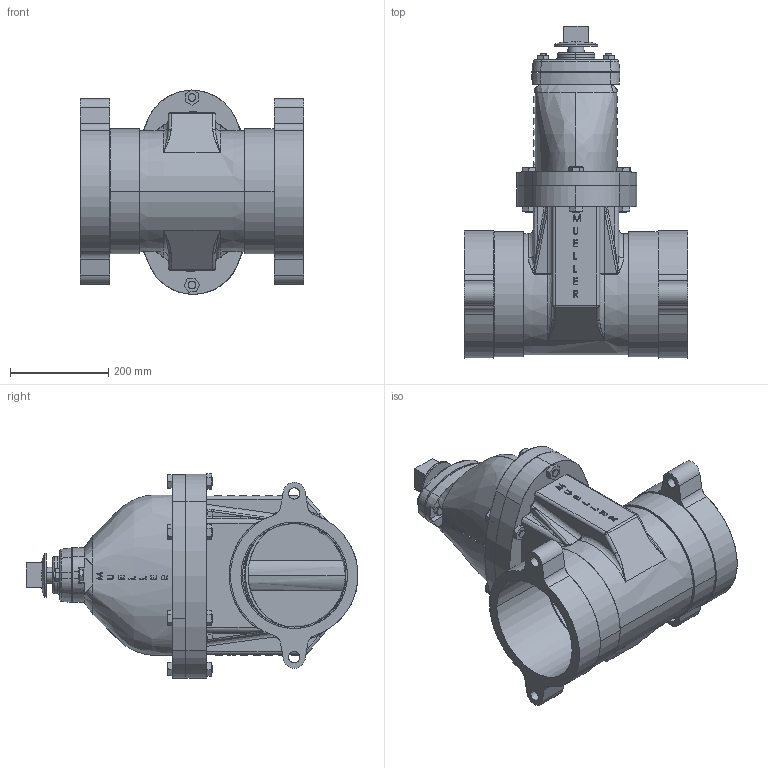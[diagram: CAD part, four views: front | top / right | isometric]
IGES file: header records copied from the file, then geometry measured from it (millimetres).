
Start section: SolidWorks IGES file using analytic representation for surfaces
Global section: file name: A-2360-38_08_N.IGS; native system: SolidWorks 2013; preprocessor: SolidWorks 2013; author: CAD M1; date: 140220.173559; units: millimetre
Bounding box: 454.13 x 676.03 x 416.65 mm (x, y, z)
Surface area: 1894249.5 mm2 (no closed solid volume)
Topology: 0 solids, 0 shells, 1086 faces, 20901 edges, 20893 vertices
Faces by surface type: bspline 763, revolution 323
